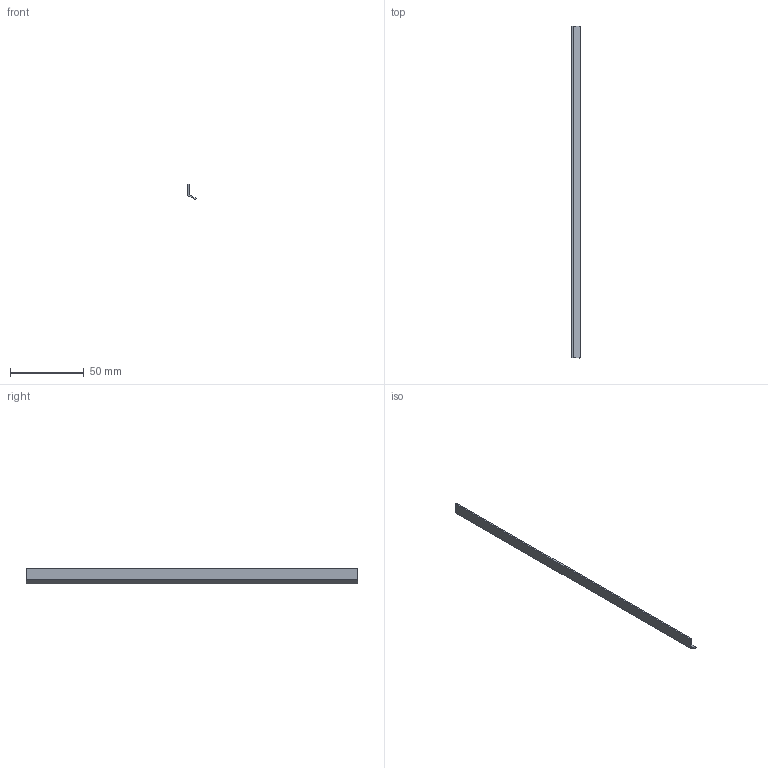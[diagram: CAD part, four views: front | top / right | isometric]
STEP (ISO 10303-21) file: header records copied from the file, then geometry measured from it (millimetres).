
FILE_DESCRIPTION(/* description */ (''),/* implementation_level */ '2;1');
FILE_NAME(/* name */ 'gurnee.stp',/* time_stamp */ '2018-05-03T00:49:12+09:00',/* author */ ('formula'),/* organization */ (''),/* preprocessor_version */ 'ST-DEVELOPER v17',/* originating_system */ 'Autodesk Inventor 2018',/* authorisation */ '');
FILE_SCHEMA (('AUTOMOTIVE_DESIGN { 1 0 10303 214 3 1 1 }'));
Length unit declared in the file: millimetre
Products named in the file (1): gurnee
Bounding box: 5.7 x 225 x 10.58 mm (x, y, z)
Volume: 2925 mm3; surface area: 6326 mm2
Topology: 1 solids, 1 shells, 8 faces, 18 edges, 12 vertices
Faces by surface type: plane 8
Entity records: 261 total; most frequent: CARTESIAN_POINT 39, ORIENTED_EDGE 36, DIRECTION 36, LINE 18, VECTOR 18, EDGE_CURVE 18, VERTEX_POINT 12, AXIS2_PLACEMENT_3D 9
